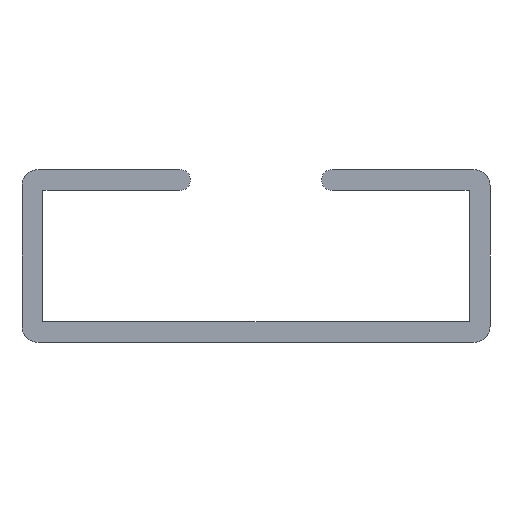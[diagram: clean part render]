
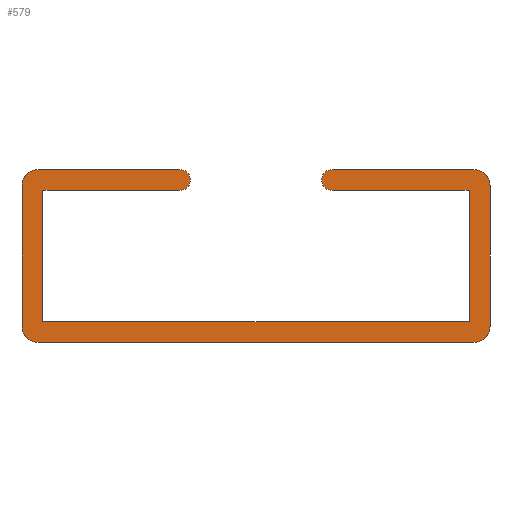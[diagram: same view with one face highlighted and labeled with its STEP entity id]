
A CAD part, front view. The second image highlights one B-rep face of the part: STEP entity #579.
In plain terms, the highlighted planar face has unit normal (0, -1, 0).
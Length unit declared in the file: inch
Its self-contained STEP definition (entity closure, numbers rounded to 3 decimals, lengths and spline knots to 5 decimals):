
#35=CARTESIAN_POINT('',(4.42309,4.34906,0.33));
#36=VERTEX_POINT('',#35);
#43=CARTESIAN_POINT('',(4.42309,4.34906,0.25));
#44=VERTEX_POINT('',#43);
#45=CARTESIAN_POINT('',(4.42309,4.34906,0.29));
#46=DIRECTION('',(0.,-1.,0.));
#47=DIRECTION('',(1.,0.,0.));
#48=AXIS2_PLACEMENT_3D('',#45,#46,#47);
#49=CIRCLE('',#48,0.04);
#50=EDGE_CURVE('',#44,#36,#49,.T.);
#74=CARTESIAN_POINT('',(3.88259,4.34906,0.33));
#75=VERTEX_POINT('',#74);
#82=CARTESIAN_POINT('',(4.42309,4.34906,0.33));
#83=DIRECTION('',(-1.,0.,0.));
#84=VECTOR('',#83,1.);
#85=LINE('',#82,#84);
#86=EDGE_CURVE('',#36,#75,#85,.T.);
#106=CARTESIAN_POINT('',(3.82059,4.34906,0.268));
#107=VERTEX_POINT('',#106);
#114=CARTESIAN_POINT('',(3.88259,4.34906,0.268));
#115=DIRECTION('',(0.,-1.,0.));
#116=DIRECTION('',(1.,0.,0.));
#117=AXIS2_PLACEMENT_3D('',#114,#115,#116);
#118=CIRCLE('',#117,0.062);
#119=EDGE_CURVE('',#75,#107,#118,.T.);
#138=CARTESIAN_POINT('',(3.82059,4.34906,-0.268));
#139=VERTEX_POINT('',#138);
#146=CARTESIAN_POINT('',(3.82059,4.34906,0.268));
#147=DIRECTION('',(0.,0.,-1.));
#148=VECTOR('',#147,1.);
#149=LINE('',#146,#148);
#150=EDGE_CURVE('',#107,#139,#149,.T.);
#170=CARTESIAN_POINT('',(3.88259,4.34906,-0.33));
#171=VERTEX_POINT('',#170);
#178=CARTESIAN_POINT('',(3.88259,4.34906,-0.268));
#179=DIRECTION('',(0.,-1.,0.));
#180=DIRECTION('',(1.,0.,0.));
#181=AXIS2_PLACEMENT_3D('',#178,#179,#180);
#182=CIRCLE('',#181,0.062);
#183=EDGE_CURVE('',#139,#171,#182,.T.);
#202=CARTESIAN_POINT('',(5.54359,4.34906,-0.33));
#203=VERTEX_POINT('',#202);
#210=CARTESIAN_POINT('',(3.88259,4.34906,-0.33));
#211=DIRECTION('',(1.,0.,0.));
#212=VECTOR('',#211,1.);
#213=LINE('',#210,#212);
#214=EDGE_CURVE('',#171,#203,#213,.T.);
#234=CARTESIAN_POINT('',(5.60559,4.34906,-0.268));
#235=VERTEX_POINT('',#234);
#242=CARTESIAN_POINT('',(5.54359,4.34906,-0.268));
#243=DIRECTION('',(0.,-1.,0.));
#244=DIRECTION('',(1.,0.,0.));
#245=AXIS2_PLACEMENT_3D('',#242,#243,#244);
#246=CIRCLE('',#245,0.062);
#247=EDGE_CURVE('',#203,#235,#246,.T.);
#266=CARTESIAN_POINT('',(5.60559,4.34906,0.268));
#267=VERTEX_POINT('',#266);
#274=CARTESIAN_POINT('',(5.60559,4.34906,-0.268));
#275=DIRECTION('',(0.,0.,1.));
#276=VECTOR('',#275,1.);
#277=LINE('',#274,#276);
#278=EDGE_CURVE('',#235,#267,#277,.T.);
#298=CARTESIAN_POINT('',(5.54359,4.34906,0.33));
#299=VERTEX_POINT('',#298);
#306=CARTESIAN_POINT('',(5.54359,4.34906,0.268));
#307=DIRECTION('',(0.,-1.,0.));
#308=DIRECTION('',(1.,0.,0.));
#309=AXIS2_PLACEMENT_3D('',#306,#307,#308);
#310=CIRCLE('',#309,0.062);
#311=EDGE_CURVE('',#267,#299,#310,.T.);
#330=CARTESIAN_POINT('',(5.00309,4.34906,0.33));
#331=VERTEX_POINT('',#330);
#338=CARTESIAN_POINT('',(5.54359,4.34906,0.33));
#339=DIRECTION('',(-1.,0.,0.));
#340=VECTOR('',#339,1.);
#341=LINE('',#338,#340);
#342=EDGE_CURVE('',#299,#331,#341,.T.);
#362=CARTESIAN_POINT('',(5.00309,4.34906,0.25));
#363=VERTEX_POINT('',#362);
#370=CARTESIAN_POINT('',(5.00309,4.34906,0.29));
#371=DIRECTION('',(0.,-1.,0.));
#372=DIRECTION('',(1.,0.,0.));
#373=AXIS2_PLACEMENT_3D('',#370,#371,#372);
#374=CIRCLE('',#373,0.04);
#375=EDGE_CURVE('',#331,#363,#374,.T.);
#394=CARTESIAN_POINT('',(5.52559,4.34906,0.25));
#395=VERTEX_POINT('',#394);
#402=CARTESIAN_POINT('',(5.52559,4.34906,0.25));
#403=DIRECTION('',(-1.,0.,0.));
#404=VECTOR('',#403,1.);
#405=LINE('',#402,#404);
#406=EDGE_CURVE('',#395,#363,#405,.T.);
#425=CARTESIAN_POINT('',(5.52559,4.34906,-0.25));
#426=VERTEX_POINT('',#425);
#433=CARTESIAN_POINT('',(5.52559,4.34906,-0.25));
#434=DIRECTION('',(0.,0.,1.));
#435=VECTOR('',#434,1.);
#436=LINE('',#433,#435);
#437=EDGE_CURVE('',#426,#395,#436,.T.);
#456=CARTESIAN_POINT('',(3.90059,4.34906,-0.25));
#457=VERTEX_POINT('',#456);
#464=CARTESIAN_POINT('',(3.90059,4.34906,-0.25));
#465=DIRECTION('',(1.,0.,0.));
#466=VECTOR('',#465,1.);
#467=LINE('',#464,#466);
#468=EDGE_CURVE('',#457,#426,#467,.T.);
#487=CARTESIAN_POINT('',(3.90059,4.34906,0.25));
#488=VERTEX_POINT('',#487);
#495=CARTESIAN_POINT('',(3.90059,4.34906,0.25));
#496=DIRECTION('',(0.,0.,-1.));
#497=VECTOR('',#496,1.);
#498=LINE('',#495,#497);
#499=EDGE_CURVE('',#488,#457,#498,.T.);
#517=CARTESIAN_POINT('',(4.42309,4.34906,0.25));
#518=DIRECTION('',(-1.,0.,0.));
#519=VECTOR('',#518,1.);
#520=LINE('',#517,#519);
#521=EDGE_CURVE('',#44,#488,#520,.T.);
#556=ORIENTED_EDGE('',*,*,#521,.F.);
#557=ORIENTED_EDGE('',*,*,#50,.T.);
#558=ORIENTED_EDGE('',*,*,#86,.T.);
#559=ORIENTED_EDGE('',*,*,#119,.T.);
#560=ORIENTED_EDGE('',*,*,#150,.T.);
#561=ORIENTED_EDGE('',*,*,#183,.T.);
#562=ORIENTED_EDGE('',*,*,#214,.T.);
#563=ORIENTED_EDGE('',*,*,#247,.T.);
#564=ORIENTED_EDGE('',*,*,#278,.T.);
#565=ORIENTED_EDGE('',*,*,#311,.T.);
#566=ORIENTED_EDGE('',*,*,#342,.T.);
#567=ORIENTED_EDGE('',*,*,#375,.T.);
#568=ORIENTED_EDGE('',*,*,#406,.F.);
#569=ORIENTED_EDGE('',*,*,#437,.F.);
#570=ORIENTED_EDGE('',*,*,#468,.F.);
#571=ORIENTED_EDGE('',*,*,#499,.F.);
#572=EDGE_LOOP('',(#556,#557,#558,#559,#560,#561,#562,#563,#564,#565,#566,#567,#568,#569,#570,#571));
#573=FACE_OUTER_BOUND('',#572,.T.);
#574=CARTESIAN_POINT('',(4.2599,4.34906,0.25));
#575=DIRECTION('',(0.,1.,0.));
#576=DIRECTION('',(-1.,0.,0.));
#577=AXIS2_PLACEMENT_3D('',#574,#575,#576);
#578=PLANE('',#577);
#579=ADVANCED_FACE('',(#573),#578,.F.);
